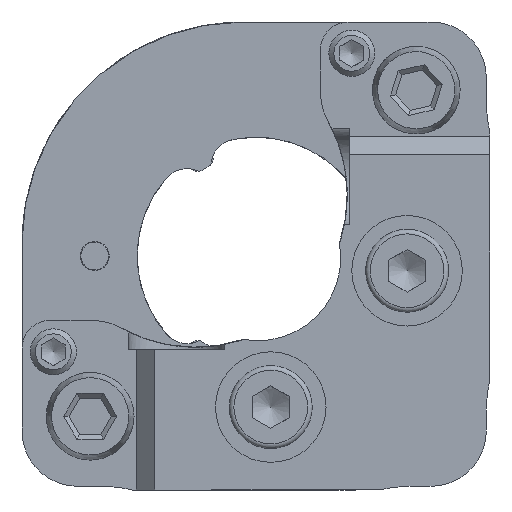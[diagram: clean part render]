
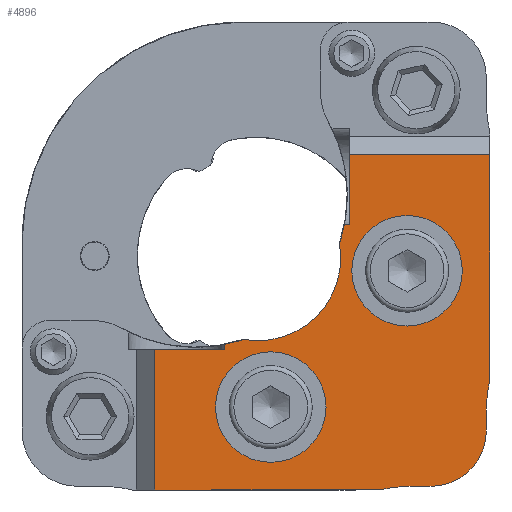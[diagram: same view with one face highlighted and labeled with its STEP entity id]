
A CAD part, left-side view. The second image highlights one B-rep face of the part: STEP entity #4896.
In plain terms, the highlighted face is planar.
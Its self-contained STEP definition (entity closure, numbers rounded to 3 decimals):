
#235=FACE_BOUND('',#744,.T.);
#236=FACE_BOUND('',#745,.T.);
#297=PLANE('',#5461);
#452=FACE_OUTER_BOUND('',#743,.T.);
#743=EDGE_LOOP('',(#3636,#3637,#3638,#3639,#3640,#3641,#3642,#3643,#3644,
#3645,#3646,#3647,#3648,#3649,#3650,#3651));
#744=EDGE_LOOP('',(#3652,#3653));
#745=EDGE_LOOP('',(#3654,#3655));
#1029=LINE('',#7797,#1385);
#1031=LINE('',#7803,#1387);
#1049=LINE('',#7968,#1405);
#1063=LINE('',#8017,#1419);
#1081=LINE('',#8182,#1437);
#1082=LINE('',#8184,#1438);
#1083=LINE('',#8186,#1439);
#1084=LINE('',#8190,#1440);
#1085=LINE('',#8194,#1441);
#1086=LINE('',#8196,#1442);
#1385=VECTOR('',#6212,10.);
#1387=VECTOR('',#6216,10.);
#1405=VECTOR('',#6270,10.);
#1419=VECTOR('',#6312,10.);
#1437=VECTOR('',#6374,10.);
#1438=VECTOR('',#6377,10.);
#1439=VECTOR('',#6378,10.);
#1440=VECTOR('',#6381,10.);
#1441=VECTOR('',#6384,10.);
#1442=VECTOR('',#6387,10.);
#1770=CIRCLE('',#5420,8.25);
#1794=CIRCLE('',#5449,8.25);
#1799=CIRCLE('',#5462,8.);
#1800=CIRCLE('',#5463,3.);
#1801=CIRCLE('',#5464,8.);
#1802=CIRCLE('',#5465,4.5);
#1803=CIRCLE('',#5466,3.);
#1804=CIRCLE('',#5467,3.);
#1805=CIRCLE('',#5468,3.);
#1806=CIRCLE('',#5469,3.);
#2114=VERTEX_POINT('',#7791);
#2116=VERTEX_POINT('',#7795);
#2117=VERTEX_POINT('',#7799);
#2119=VERTEX_POINT('',#7802);
#2138=VERTEX_POINT('',#7881);
#2148=VERTEX_POINT('',#7965);
#2149=VERTEX_POINT('',#7967);
#2170=VERTEX_POINT('',#8016);
#2184=VERTEX_POINT('',#8046);
#2193=VERTEX_POINT('',#8175);
#2196=VERTEX_POINT('',#8180);
#2197=VERTEX_POINT('',#8185);
#2198=VERTEX_POINT('',#8187);
#2199=VERTEX_POINT('',#8189);
#2200=VERTEX_POINT('',#8191);
#2201=VERTEX_POINT('',#8193);
#2202=VERTEX_POINT('',#8198);
#2203=VERTEX_POINT('',#8199);
#2204=VERTEX_POINT('',#8202);
#2205=VERTEX_POINT('',#8203);
#2662=EDGE_CURVE('',#2114,#2116,#1029,.T.);
#2664=EDGE_CURVE('',#2119,#2117,#1031,.T.);
#2687=EDGE_CURVE('',#2138,#2114,#1770,.T.);
#2698=EDGE_CURVE('',#2148,#2149,#1049,.T.);
#2723=EDGE_CURVE('',#2149,#2170,#1063,.T.);
#2739=EDGE_CURVE('',#2117,#2184,#1794,.T.);
#2758=EDGE_CURVE('',#2196,#2193,#1081,.T.);
#2759=EDGE_CURVE('',#2116,#2193,#1082,.T.);
#2760=EDGE_CURVE('',#2197,#2196,#1083,.T.);
#2761=EDGE_CURVE('',#2198,#2197,#1799,.T.);
#2762=EDGE_CURVE('',#2199,#2198,#1084,.T.);
#2763=EDGE_CURVE('',#2200,#2199,#1800,.T.);
#2764=EDGE_CURVE('',#2201,#2200,#1085,.T.);
#2765=EDGE_CURVE('',#2170,#2201,#1801,.T.);
#2766=EDGE_CURVE('',#2148,#2119,#1086,.T.);
#2767=EDGE_CURVE('',#2184,#2138,#1802,.T.);
#2768=EDGE_CURVE('',#2202,#2203,#1803,.T.);
#2769=EDGE_CURVE('',#2203,#2202,#1804,.T.);
#2770=EDGE_CURVE('',#2204,#2205,#1805,.T.);
#2771=EDGE_CURVE('',#2205,#2204,#1806,.T.);
#3636=ORIENTED_EDGE('',*,*,#2759,.T.);
#3637=ORIENTED_EDGE('',*,*,#2758,.F.);
#3638=ORIENTED_EDGE('',*,*,#2760,.F.);
#3639=ORIENTED_EDGE('',*,*,#2761,.F.);
#3640=ORIENTED_EDGE('',*,*,#2762,.F.);
#3641=ORIENTED_EDGE('',*,*,#2763,.F.);
#3642=ORIENTED_EDGE('',*,*,#2764,.F.);
#3643=ORIENTED_EDGE('',*,*,#2765,.F.);
#3644=ORIENTED_EDGE('',*,*,#2723,.F.);
#3645=ORIENTED_EDGE('',*,*,#2698,.F.);
#3646=ORIENTED_EDGE('',*,*,#2766,.T.);
#3647=ORIENTED_EDGE('',*,*,#2664,.T.);
#3648=ORIENTED_EDGE('',*,*,#2739,.T.);
#3649=ORIENTED_EDGE('',*,*,#2767,.T.);
#3650=ORIENTED_EDGE('',*,*,#2687,.T.);
#3651=ORIENTED_EDGE('',*,*,#2662,.T.);
#3652=ORIENTED_EDGE('',*,*,#2768,.F.);
#3653=ORIENTED_EDGE('',*,*,#2769,.F.);
#3654=ORIENTED_EDGE('',*,*,#2770,.F.);
#3655=ORIENTED_EDGE('',*,*,#2771,.F.);
#4896=ADVANCED_FACE('',(#452,#235,#236),#297,.T.);
#5420=AXIS2_PLACEMENT_3D('',#7882,#6255,#6256);
#5449=AXIS2_PLACEMENT_3D('',#8048,#6339,#6340);
#5461=AXIS2_PLACEMENT_3D('',#8183,#6375,#6376);
#5462=AXIS2_PLACEMENT_3D('',#8188,#6379,#6380);
#5463=AXIS2_PLACEMENT_3D('',#8192,#6382,#6383);
#5464=AXIS2_PLACEMENT_3D('',#8195,#6385,#6386);
#5465=AXIS2_PLACEMENT_3D('',#8197,#6388,#6389);
#5466=AXIS2_PLACEMENT_3D('',#8200,#6390,#6391);
#5467=AXIS2_PLACEMENT_3D('',#8201,#6392,#6393);
#5468=AXIS2_PLACEMENT_3D('',#8204,#6394,#6395);
#5469=AXIS2_PLACEMENT_3D('',#8205,#6396,#6397);
#6212=DIRECTION('',(0.,0.,1.));
#6216=DIRECTION('',(0.,1.,0.));
#6255=DIRECTION('center_axis',(-1.,0.,0.));
#6256=DIRECTION('ref_axis',(0.,0.,1.));
#6270=DIRECTION('',(0.,-1.,0.));
#6312=DIRECTION('',(0.,0.,1.));
#6339=DIRECTION('center_axis',(-1.,0.,0.));
#6340=DIRECTION('ref_axis',(0.,0.,1.));
#6374=DIRECTION('',(0.,0.,-1.));
#6375=DIRECTION('center_axis',(1.,0.,0.));
#6376=DIRECTION('ref_axis',(0.,0.,-1.));
#6377=DIRECTION('',(0.,1.,0.));
#6378=DIRECTION('',(0.,1.,0.));
#6379=DIRECTION('center_axis',(1.,0.,0.));
#6380=DIRECTION('ref_axis',(0.,0.222,-0.975));
#6381=DIRECTION('',(0.,1.,0.));
#6382=DIRECTION('center_axis',(-1.,0.,0.));
#6383=DIRECTION('ref_axis',(0.,-0.707,0.707));
#6384=DIRECTION('',(0.,0.,1.));
#6385=DIRECTION('center_axis',(1.,0.,0.));
#6386=DIRECTION('ref_axis',(0.,0.975,-0.222));
#6387=DIRECTION('',(0.,0.,1.));
#6388=DIRECTION('center_axis',(-1.,0.,0.));
#6389=DIRECTION('ref_axis',(0.,0.,-1.));
#6390=DIRECTION('center_axis',(1.,0.,0.));
#6391=DIRECTION('ref_axis',(0.,0.,-1.));
#6392=DIRECTION('center_axis',(1.,0.,0.));
#6393=DIRECTION('ref_axis',(0.,0.,-1.));
#6394=DIRECTION('center_axis',(1.,0.,0.));
#6395=DIRECTION('ref_axis',(0.,0.,-1.));
#6396=DIRECTION('center_axis',(1.,0.,0.));
#6397=DIRECTION('ref_axis',(0.,0.,-1.));
#7791=CARTESIAN_POINT('',(12.,-5.732,5.273));
#7795=CARTESIAN_POINT('',(12.,-5.732,5.58));
#7797=CARTESIAN_POINT('',(12.,-5.732,3.465));
#7799=CARTESIAN_POINT('',(12.,-12.225,-1.22));
#7802=CARTESIAN_POINT('',(12.,-12.532,-1.22));
#7803=CARTESIAN_POINT('',(12.,-11.922,-1.22));
#7881=CARTESIAN_POINT('',(12.,-6.734,5.008));
#7882=CARTESIAN_POINT('Origin',(12.,-4.132,-2.82));
#7965=CARTESIAN_POINT('',(12.,-12.532,-5.02));
#7967=CARTESIAN_POINT('',(12.,-20.132,-5.02));
#7968=CARTESIAN_POINT('',(12.,-18.419,-5.02));
#8016=CARTESIAN_POINT('',(12.,-20.132,7.18));
#8017=CARTESIAN_POINT('',(12.,-20.132,8.77));
#8046=CARTESIAN_POINT('',(12.,-11.961,-0.218));
#8048=CARTESIAN_POINT('Origin',(12.,-4.132,-2.82));
#8175=CARTESIAN_POINT('',(12.,-1.932,5.58));
#8180=CARTESIAN_POINT('',(12.,-1.932,13.18));
#8182=CARTESIAN_POINT('',(12.,-1.932,0.413));
#8183=CARTESIAN_POINT('Origin',(12.,-11.312,4.36));
#8184=CARTESIAN_POINT('',(12.,-8.522,5.58));
#8185=CARTESIAN_POINT('',(12.,-14.132,13.18));
#8186=CARTESIAN_POINT('',(12.,-3.022,13.18));
#8187=CARTESIAN_POINT('',(12.,-15.909,12.98));
#8188=CARTESIAN_POINT('Origin',(12.,-15.909,20.98));
#8189=CARTESIAN_POINT('',(12.,-16.932,12.98));
#8190=CARTESIAN_POINT('',(12.,-12.722,12.98));
#8191=CARTESIAN_POINT('',(12.,-19.932,9.98));
#8192=CARTESIAN_POINT('Origin',(12.,-16.932,9.98));
#8193=CARTESIAN_POINT('',(12.,-19.932,8.957));
#8194=CARTESIAN_POINT('',(12.,-19.932,8.77));
#8195=CARTESIAN_POINT('Origin',(12.,-27.932,8.957));
#8196=CARTESIAN_POINT('',(12.,-12.532,-1.03));
#8197=CARTESIAN_POINT('Origin',(12.,-7.532,0.58));
#8198=CARTESIAN_POINT('',(12.,-15.632,-1.72));
#8199=CARTESIAN_POINT('',(12.,-15.632,4.28));
#8200=CARTESIAN_POINT('Origin',(12.,-15.632,1.28));
#8201=CARTESIAN_POINT('Origin',(12.,-15.632,1.28));
#8202=CARTESIAN_POINT('',(12.,-8.232,5.68));
#8203=CARTESIAN_POINT('',(12.,-8.232,11.68));
#8204=CARTESIAN_POINT('Origin',(12.,-8.232,8.68));
#8205=CARTESIAN_POINT('Origin',(12.,-8.232,8.68));
